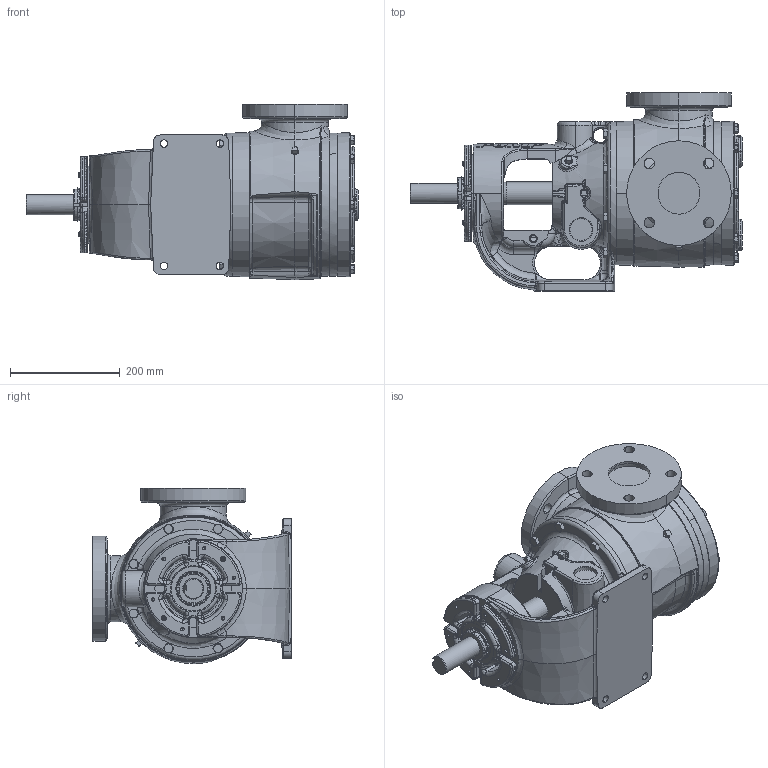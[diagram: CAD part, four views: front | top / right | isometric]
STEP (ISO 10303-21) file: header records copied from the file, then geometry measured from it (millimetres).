
FILE_DESCRIPTION (( 'STEP AP214' ), '1' );
FILE_NAME ('LS224A.STEP', '2016-10-12T15:35:10', ( '' ), ( '' ), 'SwSTEP 2.0', 'SolidWorks 2015', '' );
FILE_SCHEMA (( 'AUTOMOTIVE_DESIGN' ));
Length unit declared in the file: inch
Products named in the file (2): LS224A
Bounding box: 604.11 x 360.43 x 319.02 mm (x, y, z)
Volume: 20836153 mm3; surface area: 864166.9 mm2
Topology: 1 solids, 1 shells, 2252 faces, 5882 edges, 3606 vertices
Faces by surface type: cylinder 628, plane 543, bspline 494, cone 398, torus 147, sphere 42
Entity records: 160712 total; most frequent: CARTESIAN_POINT 90806, ORIENTED_EDGE 11598, DIRECTION 9598, EDGE_CURVE 5799, AXIS2_PLACEMENT_3D 4118, VERTEX_POINT 3606, CIRCLE 2358, EDGE_LOOP 2345
